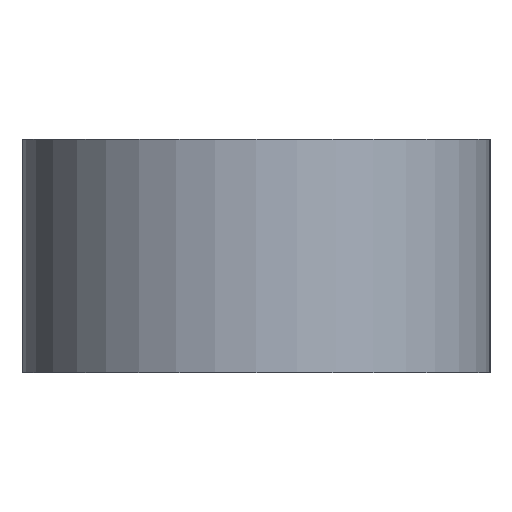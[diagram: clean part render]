
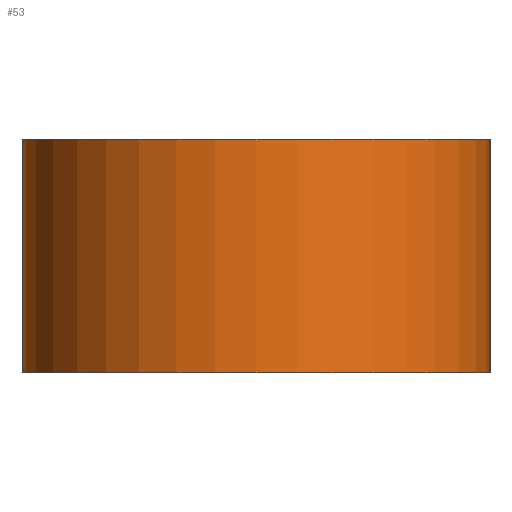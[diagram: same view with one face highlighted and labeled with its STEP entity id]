
A CAD part, front view. The second image highlights one B-rep face of the part: STEP entity #53.
In plain terms, the highlighted cylindrical face has radius 5 mm (diameter 10 mm), a partial arc.
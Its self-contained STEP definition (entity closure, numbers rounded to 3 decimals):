
#53=ADVANCED_FACE('',(#103),#105,.T.);
#103=FACE_BOUND('',#104,.T.);
#104=EDGE_LOOP('',(#144,#145,#146,#147));
#105=CYLINDRICAL_SURFACE('',#106,5.);
#106=AXIS2_PLACEMENT_3D('',#107,#108,#109);
#107=CARTESIAN_POINT('',(0.,-40.,-20.));
#108=DIRECTION('',(0.,0.,-1.));
#109=DIRECTION('',(0.,-1.,0.));
#144=ORIENTED_EDGE('',*,*,#170,.F.);
#145=ORIENTED_EDGE('',*,*,#157,.T.);
#146=ORIENTED_EDGE('',*,*,#169,.T.);
#147=ORIENTED_EDGE('',*,*,#164,.T.);
#157=EDGE_CURVE('',#175,#172,#176,.F.);
#164=EDGE_CURVE('',#189,#187,#190,.F.);
#169=EDGE_CURVE('',#172,#189,#197,.T.);
#170=EDGE_CURVE('',#175,#187,#198,.T.);
#172=VERTEX_POINT('',#200);
#175=VERTEX_POINT('',#205);
#176=CIRCLE('',#206,5.);
#187=VERTEX_POINT('',#234);
#189=VERTEX_POINT('',#238);
#190=CIRCLE('',#239,5.);
#197=LINE('',#259,#260);
#198=LINE('',#262,#263);
#200=CARTESIAN_POINT('',(5.,-40.,0.));
#205=CARTESIAN_POINT('',(-5.,-40.,0.));
#206=AXIS2_PLACEMENT_3D('',#207,#208,#209);
#207=CARTESIAN_POINT('',(0.,-40.,0.));
#208=DIRECTION('',(0.,0.,-1.));
#209=DIRECTION('',(1.,0.,0.));
#234=CARTESIAN_POINT('',(-5.,-40.,5.));
#238=CARTESIAN_POINT('',(5.,-40.,5.));
#239=AXIS2_PLACEMENT_3D('',#240,#241,#242);
#240=CARTESIAN_POINT('',(0.,-40.,5.));
#241=DIRECTION('',(0.,0.,1.));
#242=DIRECTION('',(-1.,0.,0.));
#259=CARTESIAN_POINT('',(5.,-40.,0.));
#260=VECTOR('',#261,1.);
#261=DIRECTION('',(0.,0.,1.));
#262=CARTESIAN_POINT('',(-5.,-40.,0.));
#263=VECTOR('',#264,1.);
#264=DIRECTION('',(0.,0.,1.));
